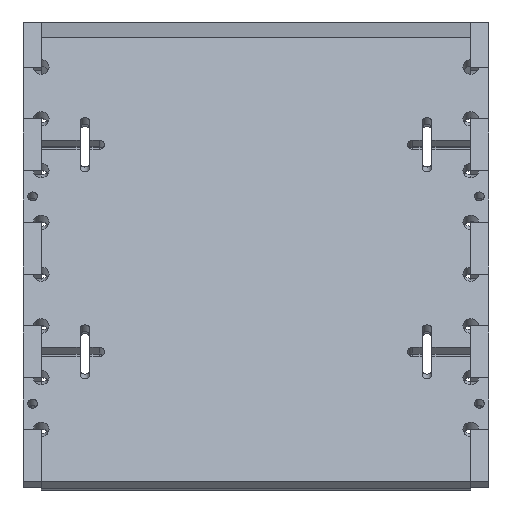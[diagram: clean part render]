
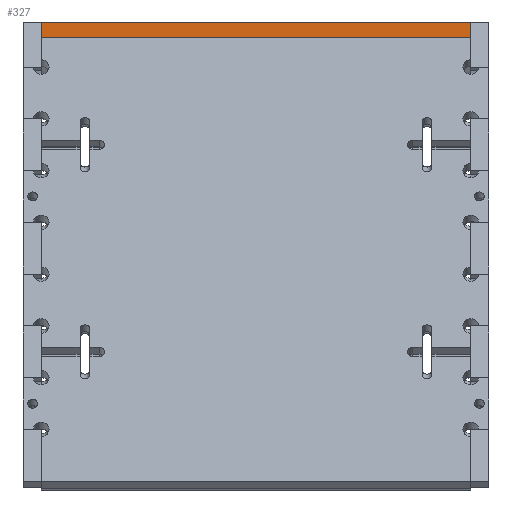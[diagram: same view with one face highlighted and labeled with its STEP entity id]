
A CAD part, left-side view. The second image highlights one B-rep face of the part: STEP entity #327.
In plain terms, the highlighted face is planar.
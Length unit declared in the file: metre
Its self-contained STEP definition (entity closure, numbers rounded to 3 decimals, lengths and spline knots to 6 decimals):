
#327 = ADVANCED_FACE( '', ( #895 ), #896, .T. );
#895 = FACE_OUTER_BOUND( '', #1725, .T. );
#896 = PLANE( '', #1726 );
#1725 = EDGE_LOOP( '', ( #3617, #3618, #3619, #3620 ) );
#1726 = AXIS2_PLACEMENT_3D( '', #3621, #3622, #3623 );
#3617 = ORIENTED_EDGE( '', *, *, #6123, .F. );
#3618 = ORIENTED_EDGE( '', *, *, #6141, .T. );
#3619 = ORIENTED_EDGE( '', *, *, #6104, .T. );
#3620 = ORIENTED_EDGE( '', *, *, #6142, .F. );
#3621 = CARTESIAN_POINT( '', ( 0., -0.0762, 0.011938 ) );
#3622 = DIRECTION( '', ( 0., -1., 0. ) );
#3623 = DIRECTION( '', ( 0., 0., -1. ) );
#6104 = EDGE_CURVE( '', #7551, #7549, #7552, .T. );
#6123 = EDGE_CURVE( '', #7584, #7586, #7587, .T. );
#6141 = EDGE_CURVE( '', #7584, #7551, #7617, .T. );
#6142 = EDGE_CURVE( '', #7586, #7549, #7618, .T. );
#7549 = VERTEX_POINT( '', #9801 );
#7551 = VERTEX_POINT( '', #9804 );
#7552 = LINE( '', #9805, #9806 );
#7584 = VERTEX_POINT( '', #9846 );
#7586 = VERTEX_POINT( '', #9849 );
#7587 = LINE( '', #9850, #9851 );
#7617 = LINE( '', #9893, #9894 );
#7618 = LINE( '', #9895, #9896 );
#9801 = CARTESIAN_POINT( '', ( -0.140462, -0.0762, 0.011938 ) );
#9804 = CARTESIAN_POINT( '', ( 0.140462, -0.0762, 0.011938 ) );
#9805 = CARTESIAN_POINT( '', ( 0., -0.0762, 0.011938 ) );
#9806 = VECTOR( '', #12126, 1. );
#9846 = CARTESIAN_POINT( '', ( 0.140462, -0.0762, 0. ) );
#9849 = CARTESIAN_POINT( '', ( -0.140462, -0.0762, 0. ) );
#9850 = CARTESIAN_POINT( '', ( 0., -0.0762, 0. ) );
#9851 = VECTOR( '', #12163, 1. );
#9893 = CARTESIAN_POINT( '', ( 0.140462, -0.0762, -0.329058 ) );
#9894 = VECTOR( '', #12191, 1. );
#9895 = CARTESIAN_POINT( '', ( -0.140462, -0.0762, -0.329058 ) );
#9896 = VECTOR( '', #12192, 1. );
#12126 = DIRECTION( '', ( -1., 0., 0. ) );
#12163 = DIRECTION( '', ( -1., 0., 0. ) );
#12191 = DIRECTION( '', ( 0., 0., 1. ) );
#12192 = DIRECTION( '', ( 0., 0., 1. ) );
